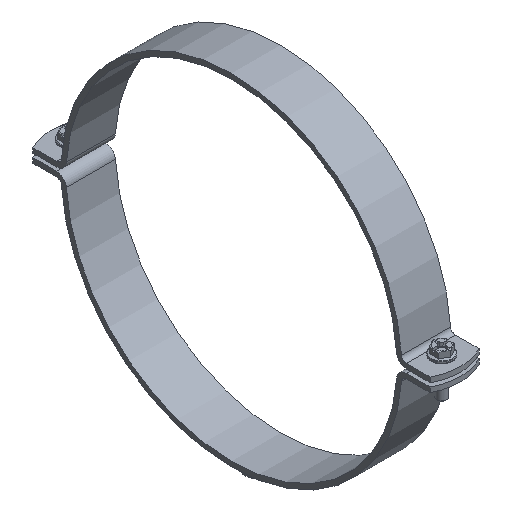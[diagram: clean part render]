
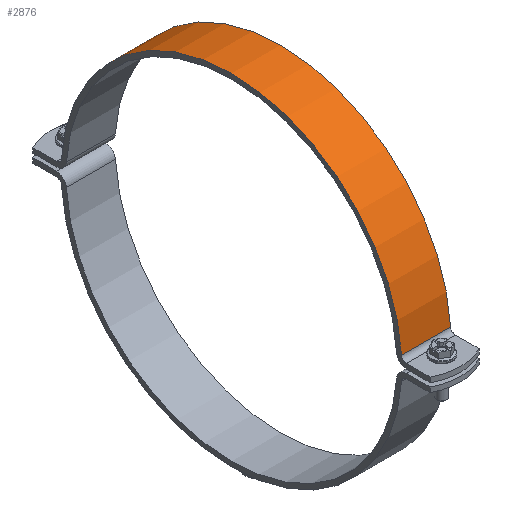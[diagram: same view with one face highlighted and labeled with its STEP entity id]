
A CAD part, isometric view. The second image highlights one B-rep face of the part: STEP entity #2876.
In plain terms, the highlighted cylindrical face has radius 1390 mm (diameter 2780 mm), a partial arc.
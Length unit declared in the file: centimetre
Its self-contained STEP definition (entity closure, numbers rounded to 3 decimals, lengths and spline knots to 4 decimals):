
#293=FACE_OUTER_BOUND('',#473,.T.);
#473=EDGE_LOOP('',(#2015,#2016,#2017,#2018));
#668=LINE('',#4199,#875);
#675=LINE('',#4228,#882);
#875=VECTOR('',#3398,10.);
#882=VECTOR('',#3433,10.);
#1078=CIRCLE('',#3062,139.);
#1089=CIRCLE('',#3084,139.);
#1240=VERTEX_POINT('',#4179);
#1241=VERTEX_POINT('',#4181);
#1246=VERTEX_POINT('',#4196);
#1254=VERTEX_POINT('',#4226);
#1527=EDGE_CURVE('',#1240,#1241,#1078,.T.);
#1536=EDGE_CURVE('',#1246,#1241,#668,.T.);
#1550=EDGE_CURVE('',#1254,#1240,#675,.T.);
#1552=EDGE_CURVE('',#1254,#1246,#1089,.T.);
#2015=ORIENTED_EDGE('',*,*,#1550,.F.);
#2016=ORIENTED_EDGE('',*,*,#1552,.T.);
#2017=ORIENTED_EDGE('',*,*,#1536,.T.);
#2018=ORIENTED_EDGE('',*,*,#1527,.F.);
#2841=CYLINDRICAL_SURFACE('',#3083,139.);
#2876=ADVANCED_FACE('',(#293),#2841,.T.);
#3062=AXIS2_PLACEMENT_3D('',#4182,#3379,#3380);
#3083=AXIS2_PLACEMENT_3D('',#4230,#3435,#3436);
#3084=AXIS2_PLACEMENT_3D('',#4231,#3437,#3438);
#3379=DIRECTION('center_axis',(1.,0.,0.));
#3380=DIRECTION('ref_axis',(0.,0.,
1.));
#3398=DIRECTION('',(1.,0.,0.));
#3433=DIRECTION('',(1.,0.,0.));
#3435=DIRECTION('center_axis',(-1.,0.,0.));
#3436=DIRECTION('ref_axis',(0.,0.,
1.));
#3437=DIRECTION('center_axis',(1.,0.,0.));
#3438=DIRECTION('ref_axis',(0.,0.,
1.));
#4179=CARTESIAN_POINT('',(29.,143.8891,156.0263));
#4181=CARTESIAN_POINT('',(29.,-133.4968,156.0263));
#4182=CARTESIAN_POINT('Origin',(29.,5.1962,146.792));
#4196=CARTESIAN_POINT('',(-11.,-133.4968,156.0263));
#4199=CARTESIAN_POINT('',(9.,-133.4968,156.0263));
#4226=CARTESIAN_POINT('',(-11.,143.8891,156.0263));
#4228=CARTESIAN_POINT('',(9.,143.8891,156.0263));
#4230=CARTESIAN_POINT('Origin',(9.,5.1962,146.792));
#4231=CARTESIAN_POINT('Origin',(-11.,5.1962,146.792));
